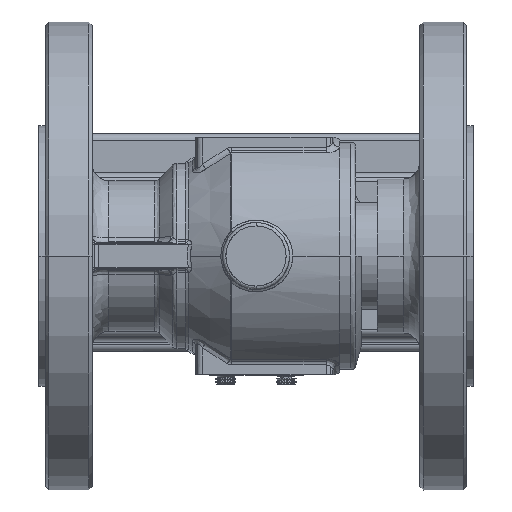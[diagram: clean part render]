
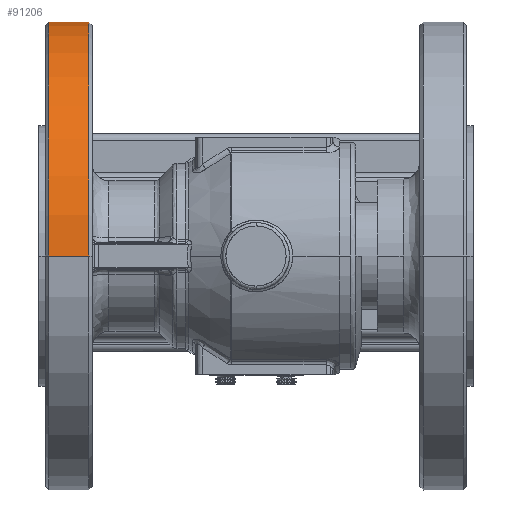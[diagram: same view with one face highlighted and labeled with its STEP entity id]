
A CAD part, front view. The second image highlights one B-rep face of the part: STEP entity #91206.
In plain terms, the highlighted cylindrical face has radius 70 mm (diameter 140 mm), a partial arc.
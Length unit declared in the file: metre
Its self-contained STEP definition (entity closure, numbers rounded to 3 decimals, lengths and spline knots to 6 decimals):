
#3304 = AXIS2_PLACEMENT_3D ( 'NONE', #56593, #64150, #85080 ) ;
#5430 = CIRCLE ( 'NONE', #31334, 0.07 ) ;
#7509 = DIRECTION ( 'NONE',  ( 0., 0., 1. ) ) ;
#9913 = LINE ( 'NONE', #46446, #84655 ) ;
#15577 = VERTEX_POINT ( 'NONE', #26207 ) ;
#15862 = CARTESIAN_POINT ( 'NONE',  ( -0.079244, -0.012872, 0.211 ) ) ;
#16221 = ORIENTED_EDGE ( 'NONE', *, *, #88635, .T. ) ;
#23519 = DIRECTION ( 'NONE',  ( -1., 0., 0. ) ) ;
#26207 = CARTESIAN_POINT ( 'NONE',  ( -0.073244, -0.082872, 0.141 ) ) ;
#27313 = EDGE_CURVE ( 'NONE', #57901, #41839, #58068, .T. ) ;
#27746 = CYLINDRICAL_SURFACE ( 'NONE', #3304, 0.07 ) ;
#31334 = AXIS2_PLACEMENT_3D ( 'NONE', #75703, #54348, #82823 ) ;
#38466 = CARTESIAN_POINT ( 'NONE',  ( -0.085244, -0.082872, 0.141 ) ) ;
#41839 = VERTEX_POINT ( 'NONE', #60979 ) ;
#42916 = CARTESIAN_POINT ( 'NONE',  ( -0.073244, -0.012872, 0.211 ) ) ;
#45257 = EDGE_CURVE ( 'NONE', #15577, #57901, #5430, .T. ) ;
#46446 = CARTESIAN_POINT ( 'NONE',  ( -0.079244, -0.082872, 0.141 ) ) ;
#53590 = ORIENTED_EDGE ( 'NONE', *, *, #81954, .T. ) ;
#54348 = DIRECTION ( 'NONE',  ( -1., 0., 0. ) ) ;
#55587 = ORIENTED_EDGE ( 'NONE', *, *, #45257, .T. ) ;
#56593 = CARTESIAN_POINT ( 'NONE',  ( -0.079244, -0.012872, 0.141 ) ) ;
#57901 = VERTEX_POINT ( 'NONE', #42916 ) ;
#58068 = LINE ( 'NONE', #15862, #60968 ) ;
#60968 = VECTOR ( 'NONE', #23519, 1. ) ;
#60979 = CARTESIAN_POINT ( 'NONE',  ( -0.085244, -0.012872, 0.211 ) ) ;
#63669 = EDGE_LOOP ( 'NONE', ( #55587, #85511, #16221, #53590 ) ) ;
#64150 = DIRECTION ( 'NONE',  ( -1., 0., 0. ) ) ;
#65434 = VERTEX_POINT ( 'NONE', #38466 ) ;
#66332 = CARTESIAN_POINT ( 'NONE',  ( -0.085244, -0.012872, 0.141 ) ) ;
#75703 = CARTESIAN_POINT ( 'NONE',  ( -0.073244, -0.012872, 0.141 ) ) ;
#79119 = DIRECTION ( 'NONE',  ( 1., 0., 0. ) ) ;
#80565 = DIRECTION ( 'NONE',  ( 1., 0., 0. ) ) ;
#81142 = AXIS2_PLACEMENT_3D ( 'NONE', #66332, #79119, #7509 ) ;
#81954 = EDGE_CURVE ( 'NONE', #65434, #15577, #9913, .T. ) ;
#82823 = DIRECTION ( 'NONE',  ( 0., 0., 1. ) ) ;
#83668 = FACE_OUTER_BOUND ( 'NONE', #63669, .T. ) ;
#84655 = VECTOR ( 'NONE', #80565, 1. ) ;
#85080 = DIRECTION ( 'NONE',  ( 0., 0., 1. ) ) ;
#85511 = ORIENTED_EDGE ( 'NONE', *, *, #27313, .T. ) ;
#88635 = EDGE_CURVE ( 'NONE', #41839, #65434, #88705, .T. ) ;
#88705 = CIRCLE ( 'NONE', #81142, 0.07 ) ;
#91206 = ADVANCED_FACE ( 'NONE', ( #83668 ), #27746, .T. ) ;
